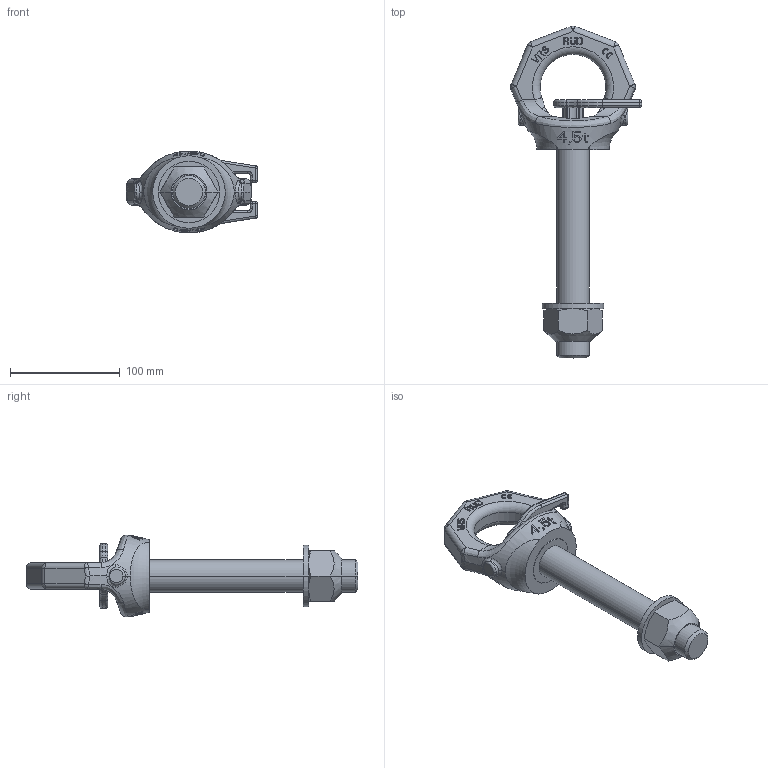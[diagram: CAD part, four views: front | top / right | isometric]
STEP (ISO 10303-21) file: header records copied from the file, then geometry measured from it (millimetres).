
FILE_DESCRIPTION((''),'2;1');
FILE_NAME('001-M33721-P-6_ASM','2018-08-21T',('Andreas.Wendler'),(''),'PRO/ENGINEER BY PARAMETRIC TECHNOLOGY CORPORATION, 2011490','PRO/ENGINEER BY PARAMETRIC TECHNOLOGY CORPORATION, 2011490','');
FILE_SCHEMA(('CONFIG_CONTROL_DESIGN'));
Length unit declared in the file: millimetre
Products named in the file (6): 001-M35310-P-1; 001-M32454-P-3; 001-M33195-P-1; 001-M31624-V07; 001-M31328-V08; 001-M33721-P-6_ASM
Assembly tree (5 placements, depth 2):
  001-M33721-P-6_ASM
    001-M35310-P-1
    001-M32454-P-3
    001-M33195-P-1
    001-M31624-V07
    001-M31328-V08
Bounding box: 119.54 x 302.58 x 74.56 mm (x, y, z)
Volume: 419857.8 mm3; surface area: 81674.8 mm2
Topology: 5 solids, 5 shells, 736 faces, 1967 edges, 1272 vertices
Faces by surface type: plane 544, cylinder 82, bspline 46, torus 28, sphere 22, cone 14
Entity records: 27627 total; most frequent: CARTESIAN_POINT 9919, ORIENTED_EDGE 3934, DIRECTION 3199, EDGE_CURVE 1967, VECTOR 1305, LINE 1305, VERTEX_POINT 1272, AXIS2_PLACEMENT_3D 947
